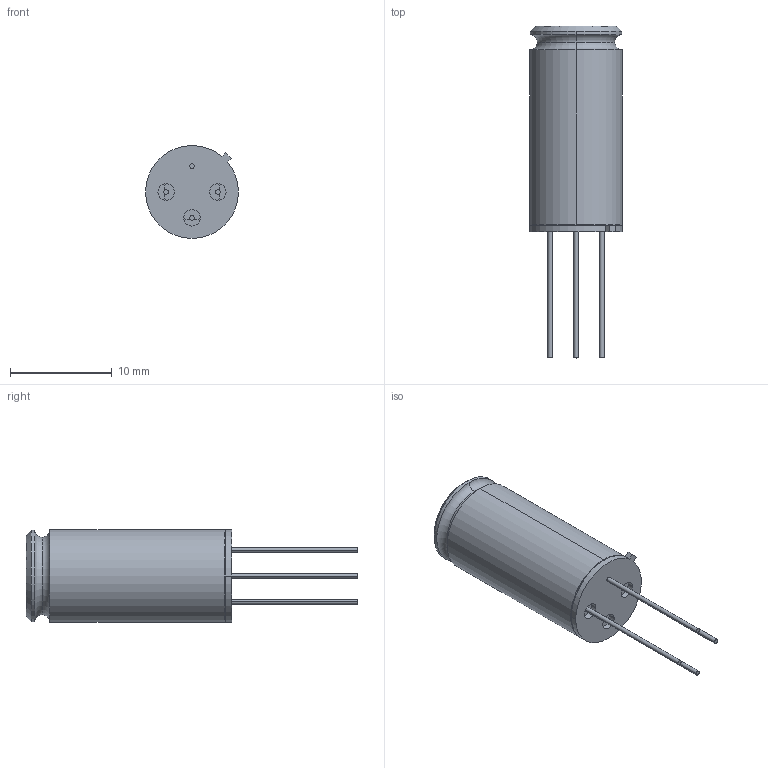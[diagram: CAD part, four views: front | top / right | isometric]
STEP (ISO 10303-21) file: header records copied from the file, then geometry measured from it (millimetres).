
FILE_DESCRIPTION (( 'STEP AP214' ), '1' );
FILE_NAME ('MLX90614xCI.STEP', '2017-02-05T14:08:14', ( 'MD' ), ( '' ), 'SwSTEP 2.0', 'SolidWorks 2015', '' );
FILE_SCHEMA (( 'AUTOMOTIVE_DESIGN' ));
Length unit declared in the file: millimetre
Products named in the file (1): MLX90614xCI
Bounding box: 9.12 x 32.6 x 9.12 mm (x, y, z)
Volume: 832.4 mm3; surface area: 1217.7 mm2
Topology: 2 solids, 2 shells, 46 faces, 94 edges, 60 vertices
Faces by surface type: cylinder 25, plane 15, torus 4, cone 2
Entity records: 1323 total; most frequent: DIRECTION 246, CARTESIAN_POINT 201, ORIENTED_EDGE 188, AXIS2_PLACEMENT_3D 105, EDGE_CURVE 94, VERTEX_POINT 60, CIRCLE 58, EDGE_LOOP 56
